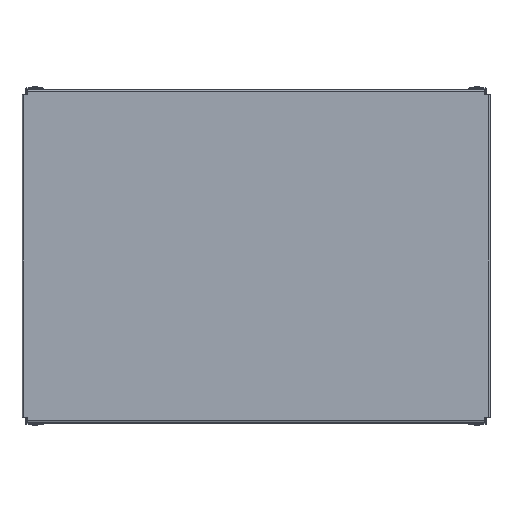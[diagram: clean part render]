
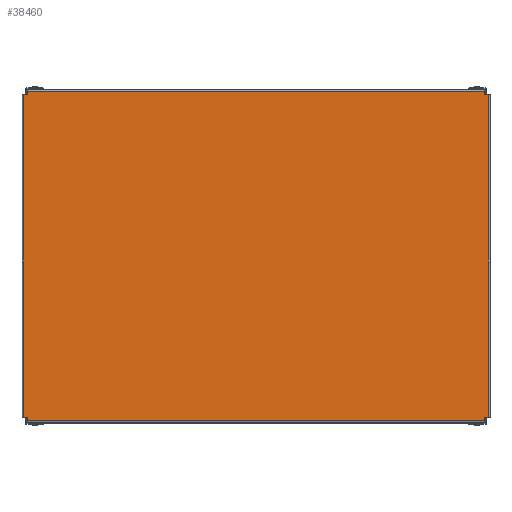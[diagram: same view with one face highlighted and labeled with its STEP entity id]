
A CAD part, top view. The second image highlights one B-rep face of the part: STEP entity #38460.
In plain terms, the highlighted planar face has unit normal (0, 0, 1).
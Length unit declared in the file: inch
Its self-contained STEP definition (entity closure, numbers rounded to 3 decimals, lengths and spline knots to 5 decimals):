
#1551 = DIRECTION ( 'NONE',  ( -1., 0., 0. ) ) ;
#2146 = ORIENTED_EDGE ( 'NONE', *, *, #16428, .T. ) ;
#3237 = CARTESIAN_POINT ( 'NONE',  ( -12.086, -8.3995, 7.472 ) ) ;
#3809 = DIRECTION ( 'NONE',  ( 0., 0., -1. ) ) ;
#5146 = CARTESIAN_POINT ( 'NONE',  ( -12.172, -8.3995, 7.472 ) ) ;
#6950 = VECTOR ( 'NONE', #17261, 39.37008 ) ;
#7654 = DIRECTION ( 'NONE',  ( 0., 1., 0. ) ) ;
#8010 = CARTESIAN_POINT ( 'NONE',  ( 12.086, -8.3995, 7.472 ) ) ;
#8136 = DIRECTION ( 'NONE',  ( -1., 0., 0. ) ) ;
#8195 = CIRCLE ( 'NONE', #52295, 0.04663 ) ;
#8615 = ORIENTED_EDGE ( 'NONE', *, *, #21268, .T. ) ;
#8616 = CARTESIAN_POINT ( 'NONE',  ( -11.904, -8.5795, 7.472 ) ) ;
#8803 = ORIENTED_EDGE ( 'NONE', *, *, #53916, .T. ) ;
#9562 = ORIENTED_EDGE ( 'NONE', *, *, #42359, .T. ) ;
#10676 = VERTEX_POINT ( 'NONE', #8010 ) ;
#10811 = DIRECTION ( 'NONE',  ( -1., 0., 0. ) ) ;
#10980 = ORIENTED_EDGE ( 'NONE', *, *, #16557, .T. ) ;
#11110 = ORIENTED_EDGE ( 'NONE', *, *, #17056, .T. ) ;
#11171 = VECTOR ( 'NONE', #7654, 39.37008 ) ;
#11371 = CIRCLE ( 'NONE', #39858, 0.04663 ) ;
#11672 = LINE ( 'NONE', #47059, #11171 ) ;
#12145 = LINE ( 'NONE', #16468, #47401 ) ;
#13319 = VECTOR ( 'NONE', #49402, 39.37008 ) ;
#13459 = VECTOR ( 'NONE', #33070, 39.37008 ) ;
#13527 = ORIENTED_EDGE ( 'NONE', *, *, #38209, .T. ) ;
#13550 = CARTESIAN_POINT ( 'NONE',  ( -12.172, -8.5795, 7.472 ) ) ;
#13621 = VERTEX_POINT ( 'NONE', #28092 ) ;
#13629 = VERTEX_POINT ( 'NONE', #22917 ) ;
#14010 = CARTESIAN_POINT ( 'NONE',  ( 11.904, -8.5795, 7.472 ) ) ;
#14058 = ORIENTED_EDGE ( 'NONE', *, *, #24656, .T. ) ;
#15427 = LINE ( 'NONE', #45358, #33759 ) ;
#15463 = VERTEX_POINT ( 'NONE', #16801 ) ;
#15535 = CARTESIAN_POINT ( 'NONE',  ( 11.904, -8.5795, 7.472 ) ) ;
#15555 = VERTEX_POINT ( 'NONE', #48970 ) ;
#15646 = CIRCLE ( 'NONE', #38613, 0.04663 ) ;
#16428 = EDGE_CURVE ( 'NONE', #13629, #25811, #8195, .T. ) ;
#16468 = CARTESIAN_POINT ( 'NONE',  ( -12.086, -8.5795, 7.472 ) ) ;
#16557 = EDGE_CURVE ( 'NONE', #25811, #17922, #34024, .T. ) ;
#16636 = CARTESIAN_POINT ( 'NONE',  ( -11.95063, 8.3995, 7.472 ) ) ;
#16801 = CARTESIAN_POINT ( 'NONE',  ( 11.904, -8.5795, 7.472 ) ) ;
#17056 = EDGE_CURVE ( 'NONE', #43291, #15463, #52696, .T. ) ;
#17261 = DIRECTION ( 'NONE',  ( 1., 0., 0. ) ) ;
#17922 = VERTEX_POINT ( 'NONE', #49307 ) ;
#18514 = ORIENTED_EDGE ( 'NONE', *, *, #31148, .T. ) ;
#18610 = VECTOR ( 'NONE', #32744, 39.37008 ) ;
#20666 = PLANE ( 'NONE',  #21673 ) ;
#20794 = ORIENTED_EDGE ( 'NONE', *, *, #42727, .T. ) ;
#21268 = EDGE_CURVE ( 'NONE', #31729, #32137, #50571, .T. ) ;
#21673 = AXIS2_PLACEMENT_3D ( 'NONE', #38214, #25273, #43083 ) ;
#22052 = CARTESIAN_POINT ( 'NONE',  ( 11.95063, -8.3995, 7.472 ) ) ;
#22156 = DIRECTION ( 'NONE',  ( -1., 0., 0. ) ) ;
#22917 = CARTESIAN_POINT ( 'NONE',  ( -11.904, 8.44612, 7.472 ) ) ;
#23664 = ORIENTED_EDGE ( 'NONE', *, *, #47667, .T. ) ;
#24077 = EDGE_CURVE ( 'NONE', #17922, #31729, #12145, .T. ) ;
#24609 = CARTESIAN_POINT ( 'NONE',  ( 11.904, -8.44613, 7.472 ) ) ;
#24616 = CARTESIAN_POINT ( 'NONE',  ( 11.95063, 8.44612, 7.472 ) ) ;
#24656 = EDGE_CURVE ( 'NONE', #15463, #37190, #54969, .T. ) ;
#25273 = DIRECTION ( 'NONE',  ( 0., 0., 1. ) ) ;
#25811 = VERTEX_POINT ( 'NONE', #16636 ) ;
#26225 = EDGE_CURVE ( 'NONE', #10676, #13621, #11672, .T. ) ;
#26469 = LINE ( 'NONE', #43999, #47965 ) ;
#27155 = EDGE_CURVE ( 'NONE', #13621, #15555, #26469, .T. ) ;
#27161 = DIRECTION ( 'NONE',  ( -1., 0., 0. ) ) ;
#27502 = CIRCLE ( 'NONE', #41306, 0.04663 ) ;
#27833 = ORIENTED_EDGE ( 'NONE', *, *, #27155, .T. ) ;
#28092 = CARTESIAN_POINT ( 'NONE',  ( 12.086, 8.3995, 7.472 ) ) ;
#28278 = EDGE_LOOP ( 'NONE', ( #18514, #11110, #14058, #20794, #13527, #32304, #27833, #9562, #23664, #8803, #33560, #2146, #10980, #31170, #8615, #42903 ) ) ;
#28463 = CARTESIAN_POINT ( 'NONE',  ( -11.904, -8.44613, 7.472 ) ) ;
#28568 = DIRECTION ( 'NONE',  ( 0., 0., -1. ) ) ;
#29170 = EDGE_CURVE ( 'NONE', #32137, #35800, #11371, .T. ) ;
#30167 = VERTEX_POINT ( 'NONE', #43618 ) ;
#31148 = EDGE_CURVE ( 'NONE', #35800, #43291, #48017, .T. ) ;
#31170 = ORIENTED_EDGE ( 'NONE', *, *, #24077, .T. ) ;
#31465 = CARTESIAN_POINT ( 'NONE',  ( 11.95063, -8.44613, 7.472 ) ) ;
#31661 = DIRECTION ( 'NONE',  ( 1., 0., 0. ) ) ;
#31729 = VERTEX_POINT ( 'NONE', #3237 ) ;
#31972 = VERTEX_POINT ( 'NONE', #51861 ) ;
#32137 = VERTEX_POINT ( 'NONE', #33365 ) ;
#32304 = ORIENTED_EDGE ( 'NONE', *, *, #26225, .T. ) ;
#32324 = CARTESIAN_POINT ( 'NONE',  ( -11.95063, -8.44613, 7.472 ) ) ;
#32679 = DIRECTION ( 'NONE',  ( 0., 0., -1. ) ) ;
#32744 = DIRECTION ( 'NONE',  ( 1., 0., 0. ) ) ;
#32967 = DIRECTION ( 'NONE',  ( 0., -1., 0. ) ) ;
#33070 = DIRECTION ( 'NONE',  ( 0., 1., 0. ) ) ;
#33365 = CARTESIAN_POINT ( 'NONE',  ( -11.95063, -8.3995, 7.472 ) ) ;
#33560 = ORIENTED_EDGE ( 'NONE', *, *, #39943, .T. ) ;
#33759 = VECTOR ( 'NONE', #32967, 39.37008 ) ;
#34024 = LINE ( 'NONE', #43560, #56905 ) ;
#35222 = DIRECTION ( 'NONE',  ( 0., 0., -1. ) ) ;
#35800 = VERTEX_POINT ( 'NONE', #28463 ) ;
#36756 = VERTEX_POINT ( 'NONE', #22052 ) ;
#37190 = VERTEX_POINT ( 'NONE', #24609 ) ;
#38209 = EDGE_CURVE ( 'NONE', #36756, #10676, #44254, .T. ) ;
#38214 = CARTESIAN_POINT ( 'NONE',  ( -12.172, -8.5795, 7.472 ) ) ;
#38460 = ADVANCED_FACE ( 'NONE', ( #51434 ), #20666, .T. ) ;
#38613 = AXIS2_PLACEMENT_3D ( 'NONE', #31465, #35222, #27161 ) ;
#39359 = DIRECTION ( 'NONE',  ( -1., 0., 0. ) ) ;
#39858 = AXIS2_PLACEMENT_3D ( 'NONE', #32324, #28568, #1551 ) ;
#39943 = EDGE_CURVE ( 'NONE', #30167, #13629, #15427, .T. ) ;
#41306 = AXIS2_PLACEMENT_3D ( 'NONE', #24616, #32679, #10811 ) ;
#41939 = CARTESIAN_POINT ( 'NONE',  ( -12.172, -8.3995, 7.472 ) ) ;
#42359 = EDGE_CURVE ( 'NONE', #15555, #55316, #27502, .T. ) ;
#42727 = EDGE_CURVE ( 'NONE', #37190, #36756, #15646, .T. ) ;
#42903 = ORIENTED_EDGE ( 'NONE', *, *, #29170, .T. ) ;
#43083 = DIRECTION ( 'NONE',  ( 1., 0., 0. ) ) ;
#43165 = VECTOR ( 'NONE', #39359, 39.37008 ) ;
#43291 = VERTEX_POINT ( 'NONE', #49515 ) ;
#43560 = CARTESIAN_POINT ( 'NONE',  ( -12.172, 8.3995, 7.472 ) ) ;
#43618 = CARTESIAN_POINT ( 'NONE',  ( -11.904, 8.5795, 7.472 ) ) ;
#43999 = CARTESIAN_POINT ( 'NONE',  ( -12.172, 8.3995, 7.472 ) ) ;
#44254 = LINE ( 'NONE', #5146, #6950 ) ;
#44791 = LINE ( 'NONE', #14010, #13319 ) ;
#45017 = VECTOR ( 'NONE', #31661, 39.37008 ) ;
#45358 = CARTESIAN_POINT ( 'NONE',  ( -11.904, -8.5795, 7.472 ) ) ;
#45400 = CARTESIAN_POINT ( 'NONE',  ( 11.904, 8.44612, 7.472 ) ) ;
#46986 = CARTESIAN_POINT ( 'NONE',  ( -11.95063, 8.44612, 7.472 ) ) ;
#47059 = CARTESIAN_POINT ( 'NONE',  ( 12.086, -8.5795, 7.472 ) ) ;
#47401 = VECTOR ( 'NONE', #55330, 39.37008 ) ;
#47667 = EDGE_CURVE ( 'NONE', #55316, #31972, #44791, .T. ) ;
#47965 = VECTOR ( 'NONE', #22156, 39.37008 ) ;
#48017 = LINE ( 'NONE', #8616, #48288 ) ;
#48288 = VECTOR ( 'NONE', #51488, 39.37008 ) ;
#48970 = CARTESIAN_POINT ( 'NONE',  ( 11.95063, 8.3995, 7.472 ) ) ;
#49307 = CARTESIAN_POINT ( 'NONE',  ( -12.086, 8.3995, 7.472 ) ) ;
#49402 = DIRECTION ( 'NONE',  ( 0., 1., 0. ) ) ;
#49515 = CARTESIAN_POINT ( 'NONE',  ( -11.904, -8.5795, 7.472 ) ) ;
#50571 = LINE ( 'NONE', #41939, #18610 ) ;
#51434 = FACE_OUTER_BOUND ( 'NONE', #28278, .T. ) ;
#51488 = DIRECTION ( 'NONE',  ( 0., -1., 0. ) ) ;
#51861 = CARTESIAN_POINT ( 'NONE',  ( 11.904, 8.5795, 7.472 ) ) ;
#52051 = LINE ( 'NONE', #52317, #43165 ) ;
#52295 = AXIS2_PLACEMENT_3D ( 'NONE', #46986, #3809, #8136 ) ;
#52317 = CARTESIAN_POINT ( 'NONE',  ( -12.172, 8.5795, 7.472 ) ) ;
#52696 = LINE ( 'NONE', #13550, #45017 ) ;
#53916 = EDGE_CURVE ( 'NONE', #31972, #30167, #52051, .T. ) ;
#54969 = LINE ( 'NONE', #15535, #13459 ) ;
#55316 = VERTEX_POINT ( 'NONE', #45400 ) ;
#55330 = DIRECTION ( 'NONE',  ( 0., -1., 0. ) ) ;
#55692 = DIRECTION ( 'NONE',  ( -1., 0., 0. ) ) ;
#56905 = VECTOR ( 'NONE', #55692, 39.37008 ) ;
